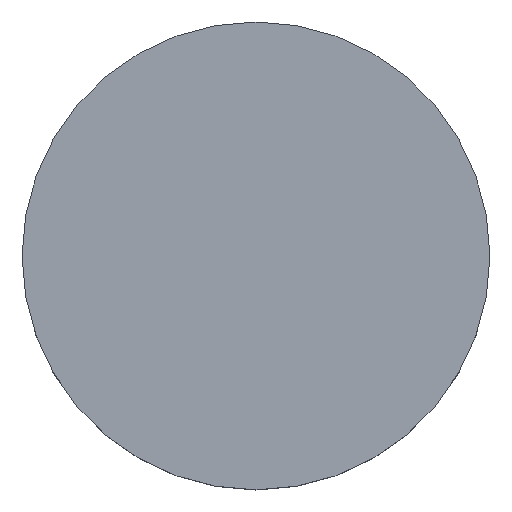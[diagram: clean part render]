
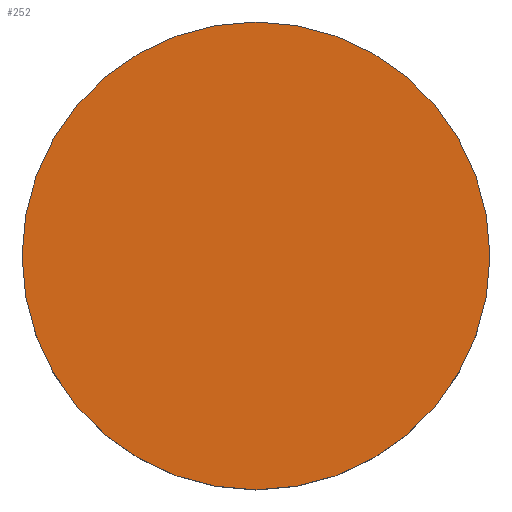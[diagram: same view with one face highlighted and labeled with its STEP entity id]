
A CAD part, top view. The second image highlights one B-rep face of the part: STEP entity #252.
In plain terms, the highlighted planar face has unit normal (0, 0, 1).
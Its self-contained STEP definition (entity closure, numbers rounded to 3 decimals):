
#1 = DIRECTION ( 'NONE',  ( 0., 0., 1. ) ) ;
#36 = ORIENTED_EDGE ( 'NONE', *, *, #75, .T. ) ;
#57 = CARTESIAN_POINT ( 'NONE',  ( 0., 0., 13. ) ) ;
#75 = EDGE_CURVE ( 'NONE', #302, #143, #325, .T. ) ;
#82 = CIRCLE ( 'NONE', #113, 7.5 ) ;
#85 = DIRECTION ( 'NONE',  ( 1., 0., 0. ) ) ;
#104 = CARTESIAN_POINT ( 'NONE',  ( 0., 0., 13. ) ) ;
#113 = AXIS2_PLACEMENT_3D ( 'NONE', #114, #318, #85 ) ;
#114 = CARTESIAN_POINT ( 'NONE',  ( 0., 0., 13. ) ) ;
#138 = CARTESIAN_POINT ( 'NONE',  ( -7.5, 0., 13. ) ) ;
#143 = VERTEX_POINT ( 'NONE', #282 ) ;
#147 = AXIS2_PLACEMENT_3D ( 'NONE', #57, #317, #241 ) ;
#164 = EDGE_LOOP ( 'NONE', ( #36, #173 ) ) ;
#173 = ORIENTED_EDGE ( 'NONE', *, *, #199, .T. ) ;
#199 = EDGE_CURVE ( 'NONE', #143, #302, #82, .T. ) ;
#214 = PLANE ( 'NONE',  #147 ) ;
#241 = DIRECTION ( 'NONE',  ( 1., 0., 0. ) ) ;
#252 = ADVANCED_FACE ( 'NONE', ( #257 ), #214, .T. ) ;
#257 = FACE_OUTER_BOUND ( 'NONE', #164, .T. ) ;
#282 = CARTESIAN_POINT ( 'NONE',  ( 7.5, 0., 13. ) ) ;
#302 = VERTEX_POINT ( 'NONE', #138 ) ;
#305 = AXIS2_PLACEMENT_3D ( 'NONE', #104, #1, #311 ) ;
#311 = DIRECTION ( 'NONE',  ( 1., 0., 0. ) ) ;
#317 = DIRECTION ( 'NONE',  ( 0., 0., 1. ) ) ;
#318 = DIRECTION ( 'NONE',  ( 0., 0., 1. ) ) ;
#325 = CIRCLE ( 'NONE', #305, 7.5 ) ;
